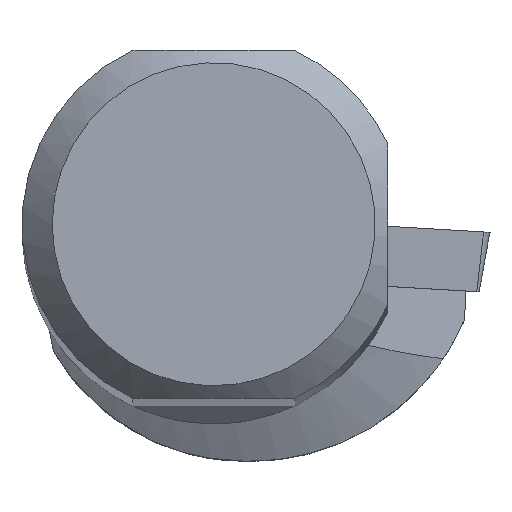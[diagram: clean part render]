
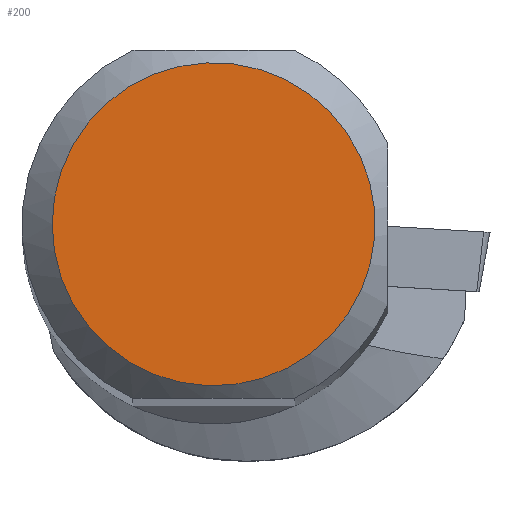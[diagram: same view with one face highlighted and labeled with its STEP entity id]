
A CAD part, top view. The second image highlights one B-rep face of the part: STEP entity #200.
In plain terms, the highlighted planar face has unit normal (0, 0, 1).
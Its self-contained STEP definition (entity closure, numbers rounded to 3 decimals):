
#156=FACE_OUTER_BOUND('',#396,.T.);
#200=ADVANCED_FACE('CU_SU_BP3',(#156),#233,.T.);
#233=PLANE('',#1041);
#396=EDGE_LOOP('',(#567));
#567=ORIENTED_EDGE('',*,*,#833,.F.);
#730=VERTEX_POINT('',#1749);
#833=EDGE_CURVE('',#730,#730,#879,.T.);
#879=CIRCLE('',#1040,10.691);
#1040=AXIS2_PLACEMENT_3D('',#1748,#1257,#1258);
#1041=AXIS2_PLACEMENT_3D('',#1750,#1259,#1260);
#1257=DIRECTION('',(0.,0.,-1.));
#1258=DIRECTION('',(-1.,0.,0.));
#1259=DIRECTION('',(0.,0.,1.));
#1260=DIRECTION('',(-1.,0.,0.));
#1748=CARTESIAN_POINT('',(0.,0.,0.));
#1749=CARTESIAN_POINT('',(-10.691,0.,0.));
#1750=CARTESIAN_POINT('',(0.,0.,0.));
